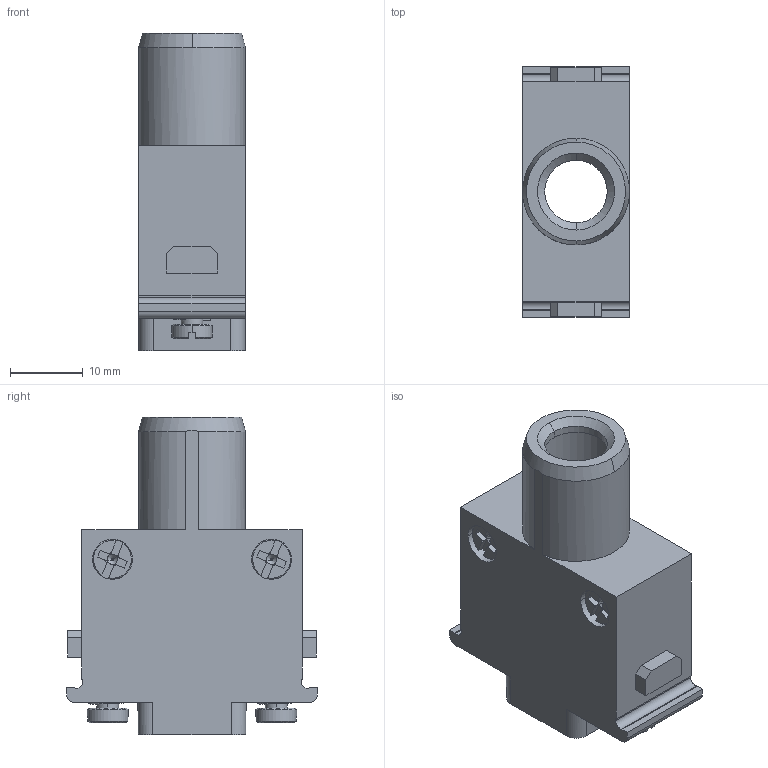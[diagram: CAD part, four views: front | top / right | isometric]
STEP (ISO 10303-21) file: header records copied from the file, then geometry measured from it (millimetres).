
FILE_DESCRIPTION((''),'2;1');
FILE_NAME('1','2024-01-22T',('11539'),(''),'PRO/ENGINEER BY PARAMETRIC TECHNOLOGY CORPORATION, 2012480','PRO/ENGINEER BY PARAMETRIC TECHNOLOGY CORPORATION, 2012480','');
FILE_SCHEMA(('CONFIG_CONTROL_DESIGN'));
Length unit declared in the file: millimetre
Products named in the file (1): 1
Bounding box: 14.6 x 34.5 x 43.75 mm (x, y, z)
Volume: 9004.5 mm3; surface area: 6729.2 mm2
Topology: 1 solids, 7 shells, 260 faces, 680 edges, 436 vertices
Faces by surface type: plane 148, cylinder 50, cone 38, torus 16, bspline 8
Entity records: 10255 total; most frequent: CARTESIAN_POINT 3912, ORIENTED_EDGE 1344, DIRECTION 1257, EDGE_CURVE 672, VERTEX_POINT 436, AXIS2_PLACEMENT_3D 429, VECTOR 399, LINE 399
